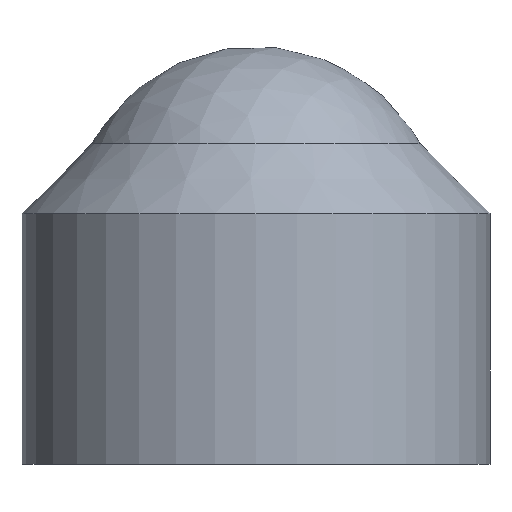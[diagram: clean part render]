
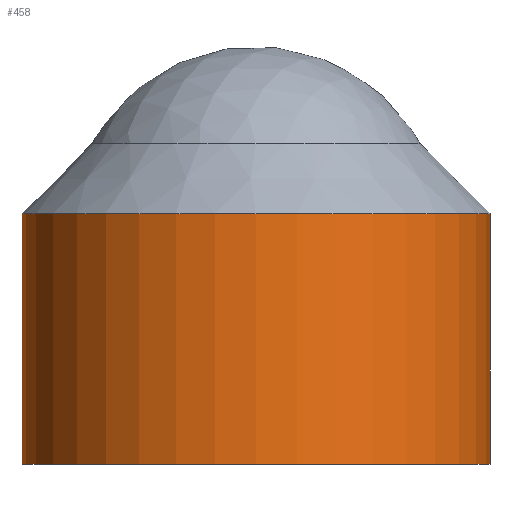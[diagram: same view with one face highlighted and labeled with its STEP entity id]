
A CAD part, front view. The second image highlights one B-rep face of the part: STEP entity #458.
In plain terms, the highlighted cylindrical face has radius 8.4 mm (diameter 16.8 mm), a full revolution.
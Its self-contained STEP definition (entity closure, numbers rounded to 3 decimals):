
#237=CYLINDRICAL_SURFACE('',#435,8.4);
#281=ORIENTED_EDGE('',*,*,#334,.T.);
#282=ORIENTED_EDGE('',*,*,#341,.F.);
#316=CIRCLE('',#434,8.4);
#317=CIRCLE('',#436,8.4);
#319=VERTEX_POINT('',#472);
#326=VERTEX_POINT('',#487);
#334=EDGE_CURVE('',#319,#319,#316,.T.);
#341=EDGE_CURVE('',#326,#326,#317,.T.);
#357=EDGE_LOOP('',(#281));
#358=EDGE_LOOP('',(#282));
#371=FACE_BOUND('',#357,.T.);
#372=FACE_BOUND('',#358,.T.);
#385=DIRECTION('',(-1.,0.,0.));
#386=DIRECTION('',(0.,8.4,0.));
#393=DIRECTION('',(-1.,0.,0.));
#394=DIRECTION('',(0.,1.,0.));
#395=DIRECTION('',(-1.,0.,0.));
#396=DIRECTION('',(0.,8.4,0.));
#434=AXIS2_PLACEMENT_3D('',#473,#385,#386);
#435=AXIS2_PLACEMENT_3D('',#486,#393,#394);
#436=AXIS2_PLACEMENT_3D('',#488,#395,#396);
#458=ADVANCED_FACE('',(#371,#372),#237,.T.);
#472=CARTESIAN_POINT('',(7.5,8.4,0.));
#473=CARTESIAN_POINT('',(7.5,0.,0.));
#486=CARTESIAN_POINT('',(7.5,0.,0.));
#487=CARTESIAN_POINT('',(-1.5,8.4,0.));
#488=CARTESIAN_POINT('',(-1.5,0.,0.));
